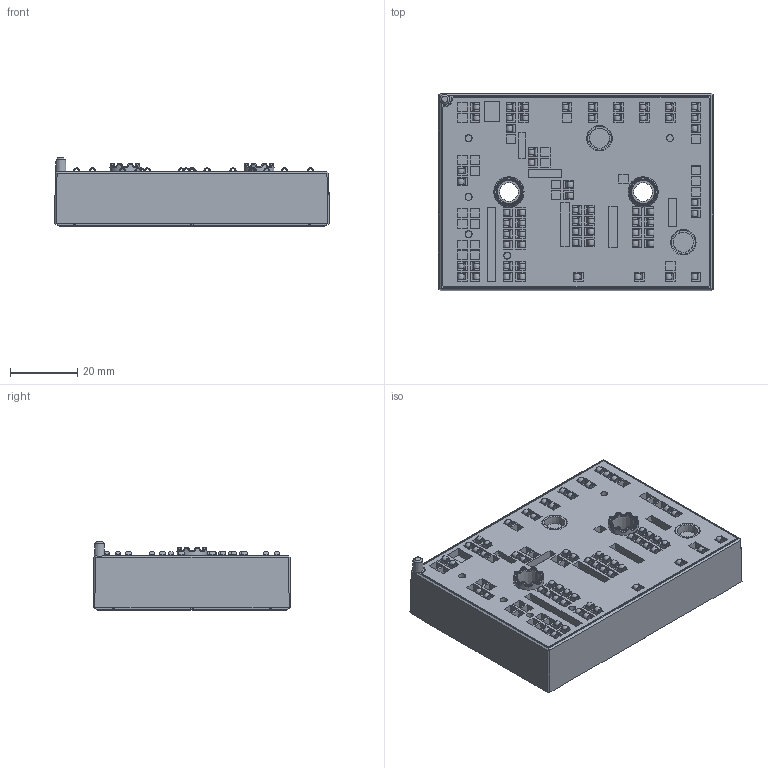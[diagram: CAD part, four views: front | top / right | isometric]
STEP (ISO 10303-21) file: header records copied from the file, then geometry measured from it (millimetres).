
FILE_DESCRIPTION(/* description */ ('Unknown'),/* implementation_level */ '2;1');
FILE_NAME(/* name */ 'MiniSkiiP3-K860(630)-01-OL',/* time_stamp */ '2018-03-13T15:50:09+01:00',/* author */ ('Unknown'),/* organization */ ('Unknown'),/* preprocessor_version */ 'ST-DEVELOPER v16.7',/* originating_system */ 'DEX',/* authorisation */ $);
FILE_SCHEMA (('AUTOMOTIVE_DESIGN {1 0 10303 214 3 1 1}'));
Products named in the file (1): MiniSkiiP3-K860-01-OL
Bounding box: 81.99 x 58.99 x 20.29 mm (x, y, z)
Volume: 74310 mm3; surface area: 20504.6 mm2
Topology: 1 solids, 4 shells, 2495 faces, 6768 edges, 3970 vertices
Faces by surface type: plane 1453, bspline 756, cylinder 172, torus 101, cone 13
Full cylindrical faces by diameter (mm): 3 x2, 5 x1, 5.5 x2, 6.2 x2, 7.5 x2, 8 x2
Entity records: 103429 total; most frequent: CARTESIAN_POINT 32279, ORIENTED_EDGE 12432, DIRECTION 8577, EDGE_CURVE 6216, VERTEX_POINT 3950, LINE 3831, VECTOR 3831, EDGE_LOOP 2720
